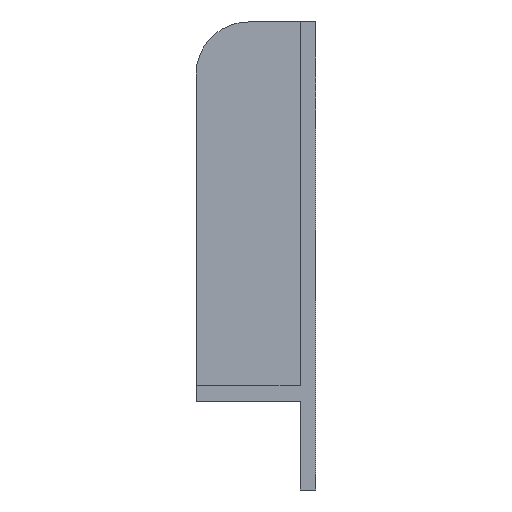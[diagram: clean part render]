
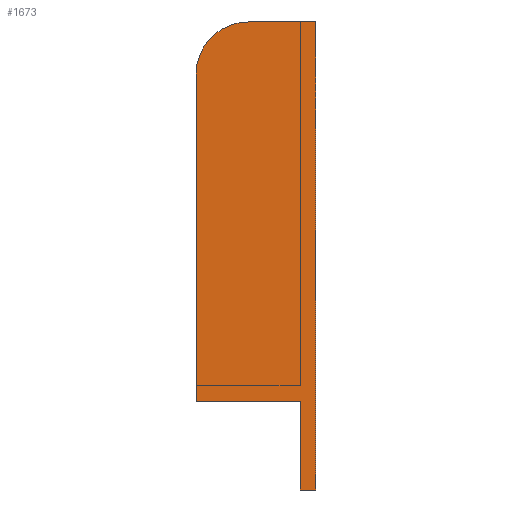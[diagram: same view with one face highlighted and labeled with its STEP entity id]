
A CAD part, left-side view. The second image highlights one B-rep face of the part: STEP entity #1673.
In plain terms, the highlighted planar face has unit normal (-1, 0, 0).
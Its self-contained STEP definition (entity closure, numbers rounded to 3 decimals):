
#140=PLANE('',#1880);
#215=FACE_OUTER_BOUND('',#348,.T.);
#348=EDGE_LOOP('',(#1458,#1459,#1460,#1461,#1462,#1463,#1464,#1465));
#478=LINE('',#2746,#581);
#487=LINE('',#2765,#590);
#493=LINE('',#2782,#596);
#502=LINE('',#2802,#605);
#505=LINE('',#2807,#608);
#506=LINE('',#2810,#609);
#507=LINE('',#2811,#610);
#581=VECTOR('',#2306,10.);
#590=VECTOR('',#2319,10.);
#596=VECTOR('',#2335,10.);
#605=VECTOR('',#2354,10.);
#608=VECTOR('',#2359,10.);
#609=VECTOR('',#2362,10.);
#610=VECTOR('',#2363,10.);
#731=CIRCLE('',#1871,10.);
#856=VERTEX_POINT('',#2743);
#857=VERTEX_POINT('',#2745);
#865=VERTEX_POINT('',#2763);
#868=VERTEX_POINT('',#2770);
#869=VERTEX_POINT('',#2772);
#871=VERTEX_POINT('',#2781);
#877=VERTEX_POINT('',#2801);
#879=VERTEX_POINT('',#2809);
#1064=EDGE_CURVE('',#857,#856,#478,.T.);
#1074=EDGE_CURVE('',#856,#865,#487,.T.);
#1077=EDGE_CURVE('',#868,#869,#731,.T.);
#1082=EDGE_CURVE('',#871,#869,#493,.T.);
#1092=EDGE_CURVE('',#857,#877,#502,.T.);
#1095=EDGE_CURVE('',#877,#868,#505,.T.);
#1096=EDGE_CURVE('',#865,#879,#506,.T.);
#1097=EDGE_CURVE('',#879,#871,#507,.T.);
#1458=ORIENTED_EDGE('',*,*,#1077,.F.);
#1459=ORIENTED_EDGE('',*,*,#1095,.F.);
#1460=ORIENTED_EDGE('',*,*,#1092,.F.);
#1461=ORIENTED_EDGE('',*,*,#1064,.T.);
#1462=ORIENTED_EDGE('',*,*,#1074,.T.);
#1463=ORIENTED_EDGE('',*,*,#1096,.T.);
#1464=ORIENTED_EDGE('',*,*,#1097,.T.);
#1465=ORIENTED_EDGE('',*,*,#1082,.T.);
#1673=ADVANCED_FACE('',(#215),#140,.T.);
#1871=AXIS2_PLACEMENT_3D('',#2773,#2325,#2326);
#1880=AXIS2_PLACEMENT_3D('',#2808,#2360,#2361);
#2306=DIRECTION('',(0.,0.,-1.));
#2319=DIRECTION('',(0.,-1.,0.));
#2325=DIRECTION('center_axis',(1.,0.,0.));
#2326=DIRECTION('ref_axis',(0.,0.707,0.707));
#2335=DIRECTION('',(0.,1.,0.));
#2354=DIRECTION('',(0.,1.,0.));
#2359=DIRECTION('',(0.,0.,1.));
#2360=DIRECTION('center_axis',(-1.,0.,0.));
#2361=DIRECTION('ref_axis',(0.,0.,1.));
#2362=DIRECTION('',(0.,0.,1.));
#2363=DIRECTION('',(0.,0.,1.));
#2743=CARTESIAN_POINT('',(-20.,3.,0.));
#2745=CARTESIAN_POINT('',(-20.,3.,17.));
#2746=CARTESIAN_POINT('',(-20.,3.,50.));
#2763=CARTESIAN_POINT('',(-20.,0.,0.));
#2765=CARTESIAN_POINT('',(-20.,0.,0.));
#2770=CARTESIAN_POINT('',(-20.,23.,80.));
#2772=CARTESIAN_POINT('',(-20.,13.,90.));
#2773=CARTESIAN_POINT('Origin',(-20.,13.,80.));
#2781=CARTESIAN_POINT('',(-20.,0.,90.));
#2782=CARTESIAN_POINT('',(-20.,0.,90.));
#2801=CARTESIAN_POINT('',(-20.,23.,17.));
#2802=CARTESIAN_POINT('',(-20.,3.,17.));
#2807=CARTESIAN_POINT('',(-20.,23.,17.));
#2808=CARTESIAN_POINT('Origin',(-20.,0.,0.));
#2809=CARTESIAN_POINT('',(-20.,0.,50.));
#2810=CARTESIAN_POINT('',(-20.,0.,50.));
#2811=CARTESIAN_POINT('',(-20.,0.,50.));
